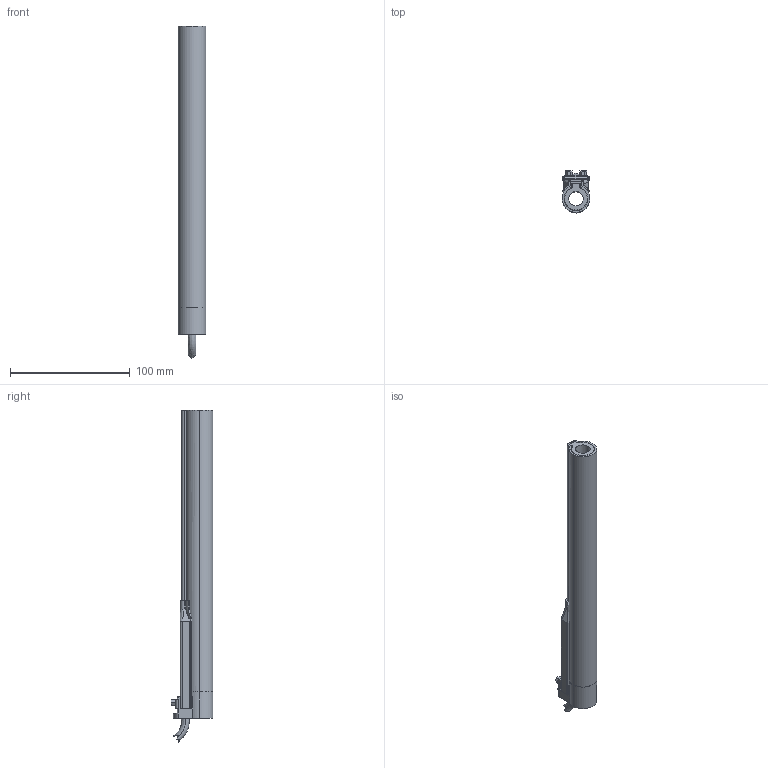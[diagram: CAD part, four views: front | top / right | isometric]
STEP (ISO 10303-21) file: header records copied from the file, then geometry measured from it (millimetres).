
FILE_DESCRIPTION (( 'STEP AP214' ), '1' );
FILE_NAME ('PS01-23x160.STEP', '2004-06-15T08:16:42', ( 'Mitarbeiter' ), ( 'Firma' ), 'SwSTEP 2.0', 'SolidWorks 2001287', '' );
FILE_SCHEMA (( 'AUTOMOTIVE_DESIGN' ));
Length unit declared in the file: millimetre
Products named in the file (1): PS01-23x160
Bounding box: 23 x 35 x 276.78 mm (x, y, z)
Volume: 96523.4 mm3; surface area: 33162.8 mm2
Topology: 1 solids, 1 shells, 144 faces, 362 edges, 228 vertices
Faces by surface type: plane 67, cylinder 54, bspline 10, cone 10, torus 3
Entity records: 5214 total; most frequent: CARTESIAN_POINT 1069, DIRECTION 729, ORIENTED_EDGE 720, EDGE_CURVE 360, AXIS2_PLACEMENT_3D 254, VERTEX_POINT 228, LINE 221, VECTOR 221
